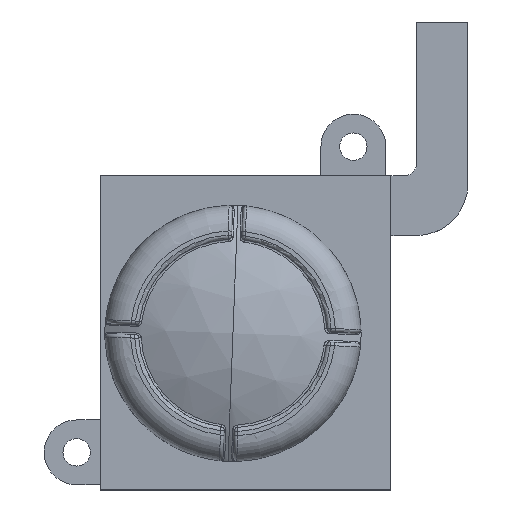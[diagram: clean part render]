
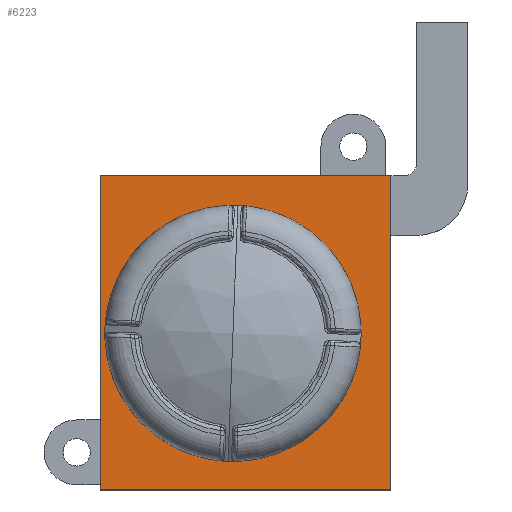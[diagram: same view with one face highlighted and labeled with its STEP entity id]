
A CAD part, top view. The second image highlights one B-rep face of the part: STEP entity #6223.
In plain terms, the highlighted planar face has unit normal (0, 0, 1).
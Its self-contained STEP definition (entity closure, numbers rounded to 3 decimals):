
#6151=CARTESIAN_POINT('',(-0.338,3.933,0.038));
#6152=VERTEX_POINT('',#6151);
#6160=CARTESIAN_POINT('',(4.394,-0.8,0.038));
#6161=VERTEX_POINT('',#6160);
#6162=CARTESIAN_POINT('',(-0.338,-0.8,0.038));
#6163=DIRECTION('',(0.,0.,1.));
#6164=DIRECTION('',(1.,0.,-0.));
#6165=AXIS2_PLACEMENT_3D('',#6162,#6163,#6164);
#6166=CIRCLE('',#6165,4.733);
#6167=EDGE_CURVE('',#6152,#6161,#6166,.T.);
#6169=CARTESIAN_POINT('',(-0.338,-0.8,0.038));
#6170=DIRECTION('',(0.,0.,1.));
#6171=DIRECTION('',(1.,0.,-0.));
#6172=AXIS2_PLACEMENT_3D('',#6169,#6170,#6171);
#6173=CIRCLE('',#6172,4.733);
#6174=EDGE_CURVE('',#6161,#6152,#6173,.T.);
#6180=CARTESIAN_POINT('',(-1.238,1.05,0.038));
#6181=DIRECTION('',(0.,0.,1.));
#6182=DIRECTION('',(1.,0.,-0.));
#6183=AXIS2_PLACEMENT_3D('',#6180,#6181,#6182);
#6184=PLANE('',#6183);
#6185=CARTESIAN_POINT('',(8.912,8.45,0.038));
#6186=VERTEX_POINT('',#6185);
#6187=CARTESIAN_POINT('',(-8.088,8.45,0.038));
#6188=VERTEX_POINT('',#6187);
#6189=CARTESIAN_POINT('',(8.912,8.45,0.038));
#6190=DIRECTION('',(-1.,0.,0.));
#6191=VECTOR('',#6190,17.);
#6192=LINE('',#6189,#6191);
#6193=EDGE_CURVE('',#6186,#6188,#6192,.T.);
#6194=ORIENTED_EDGE('',*,*,#6193,.T.);
#6195=CARTESIAN_POINT('',(-8.088,-9.95,0.038));
#6196=VERTEX_POINT('',#6195);
#6197=CARTESIAN_POINT('',(-8.088,8.45,0.038));
#6198=DIRECTION('',(0.,-1.,0.));
#6199=VECTOR('',#6198,18.4);
#6200=LINE('',#6197,#6199);
#6201=EDGE_CURVE('',#6188,#6196,#6200,.T.);
#6202=ORIENTED_EDGE('',*,*,#6201,.T.);
#6203=CARTESIAN_POINT('',(8.912,-9.95,0.038));
#6204=VERTEX_POINT('',#6203);
#6205=CARTESIAN_POINT('',(-8.088,-9.95,0.038));
#6206=DIRECTION('',(1.,0.,-0.));
#6207=VECTOR('',#6206,17.);
#6208=LINE('',#6205,#6207);
#6209=EDGE_CURVE('',#6196,#6204,#6208,.T.);
#6210=ORIENTED_EDGE('',*,*,#6209,.T.);
#6211=CARTESIAN_POINT('',(8.912,-9.95,0.038));
#6212=DIRECTION('',(0.,1.,0.));
#6213=VECTOR('',#6212,18.4);
#6214=LINE('',#6211,#6213);
#6215=EDGE_CURVE('',#6204,#6186,#6214,.T.);
#6216=ORIENTED_EDGE('',*,*,#6215,.T.);
#6217=EDGE_LOOP('',(#6194,#6202,#6210,#6216));
#6218=FACE_BOUND('',#6217,.T.);
#6219=ORIENTED_EDGE('',*,*,#6167,.F.);
#6220=ORIENTED_EDGE('',*,*,#6174,.F.);
#6221=EDGE_LOOP('',(#6219,#6220));
#6222=FACE_BOUND('',#6221,.T.);
#6223=ADVANCED_FACE('',(#6218,#6222),#6184,.T.);
